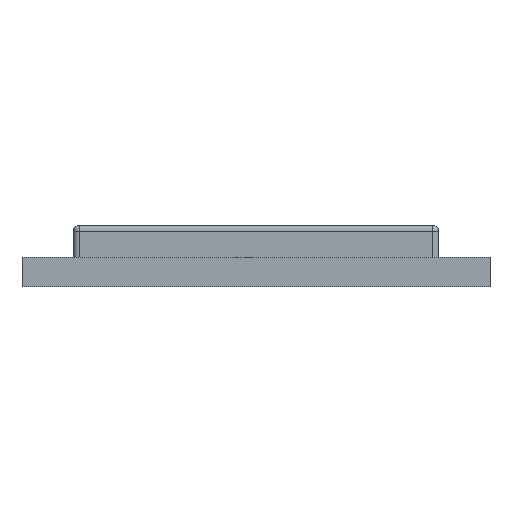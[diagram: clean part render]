
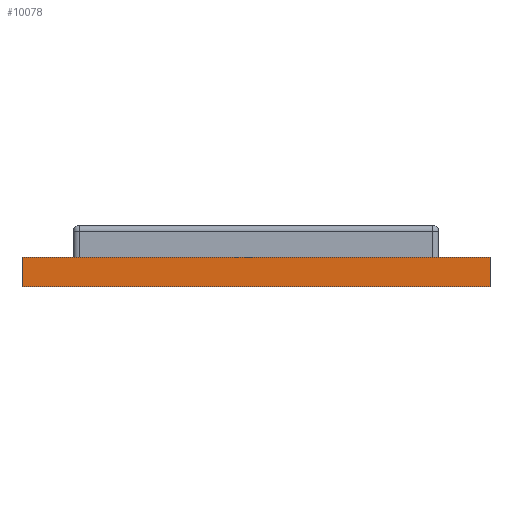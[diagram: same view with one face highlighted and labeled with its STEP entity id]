
A CAD part, front view. The second image highlights one B-rep face of the part: STEP entity #10078.
In plain terms, the highlighted planar face has unit normal (0, -1, 0).
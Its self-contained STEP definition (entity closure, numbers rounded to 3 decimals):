
#828=PLANE('',#10730);
#1127=FACE_OUTER_BOUND('',#1704,.T.);
#1704=EDGE_LOOP('',(#7275,#7276,#7277,#7278));
#2326=LINE('',#13255,#3279);
#2331=LINE('',#13265,#3284);
#2411=LINE('',#13453,#3364);
#2441=LINE('',#13514,#3394);
#3279=VECTOR('',#11237,10.);
#3284=VECTOR('',#11246,10.);
#3364=VECTOR('',#11420,10.);
#3394=VECTOR('',#11512,10.);
#4390=VERTEX_POINT('',#13252);
#4391=VERTEX_POINT('',#13254);
#4393=VERTEX_POINT('',#13262);
#4394=VERTEX_POINT('',#13264);
#5411=EDGE_CURVE('',#4390,#4391,#2326,.T.);
#5416=EDGE_CURVE('',#4394,#4393,#2331,.T.);
#5511=EDGE_CURVE('',#4394,#4390,#2411,.T.);
#5541=EDGE_CURVE('',#4393,#4391,#2441,.T.);
#7275=ORIENTED_EDGE('',*,*,#5416,.T.);
#7276=ORIENTED_EDGE('',*,*,#5541,.T.);
#7277=ORIENTED_EDGE('',*,*,#5411,.F.);
#7278=ORIENTED_EDGE('',*,*,#5511,.F.);
#10078=ADVANCED_FACE('',(#1127),#828,.T.);
#10730=AXIS2_PLACEMENT_3D('',#13515,#11513,#11514);
#11237=DIRECTION('',(1.,0.,0.));
#11246=DIRECTION('',(1.,0.,0.));
#11420=DIRECTION('',(0.,0.,1.));
#11512=DIRECTION('',(0.,0.,1.));
#11513=DIRECTION('center_axis',(0.,-1.,0.));
#11514=DIRECTION('ref_axis',(1.,0.,0.));
#13252=CARTESIAN_POINT('',(-8.,-8.,1.));
#13254=CARTESIAN_POINT('',(8.,-8.,1.));
#13255=CARTESIAN_POINT('',(-8.,-8.,1.));
#13262=CARTESIAN_POINT('',(8.,-8.,0.));
#13264=CARTESIAN_POINT('',(-8.,-8.,0.));
#13265=CARTESIAN_POINT('',(-8.,-8.,0.));
#13453=CARTESIAN_POINT('',(-8.,-8.,0.));
#13514=CARTESIAN_POINT('',(8.,-8.,0.));
#13515=CARTESIAN_POINT('Origin',(-8.,-8.,0.));
